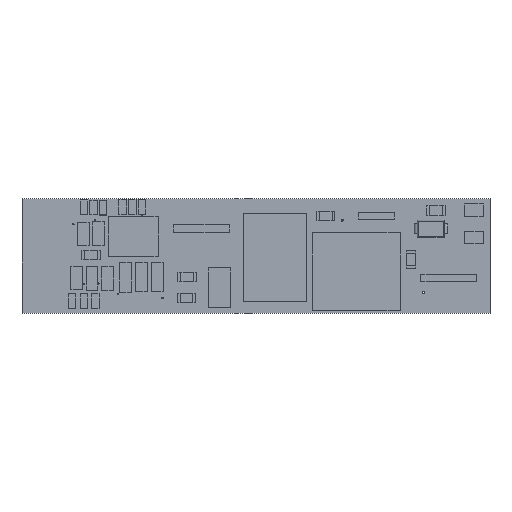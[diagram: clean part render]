
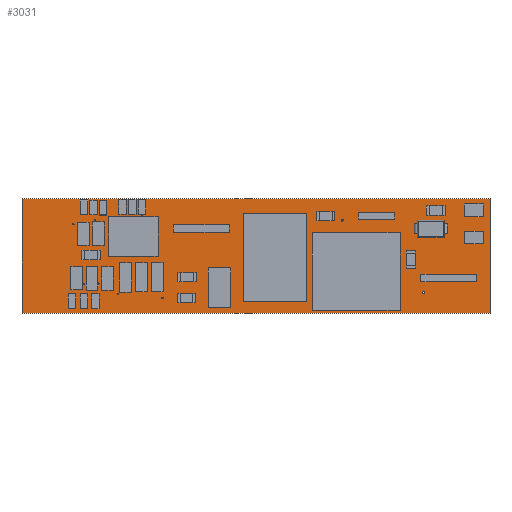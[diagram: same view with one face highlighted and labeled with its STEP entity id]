
A CAD part, top view. The second image highlights one B-rep face of the part: STEP entity #3031.
In plain terms, the highlighted planar face has unit normal (0, 0, 1).
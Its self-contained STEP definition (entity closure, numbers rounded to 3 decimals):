
#303=FACE_BOUND('',#662,.T.);
#304=FACE_BOUND('',#663,.T.);
#305=FACE_BOUND('',#664,.T.);
#306=FACE_BOUND('',#665,.T.);
#307=FACE_BOUND('',#666,.T.);
#308=FACE_BOUND('',#667,.T.);
#309=FACE_BOUND('',#668,.T.);
#310=FACE_BOUND('',#669,.T.);
#311=FACE_BOUND('',#670,.T.);
#312=FACE_BOUND('',#671,.T.);
#313=FACE_BOUND('',#672,.T.);
#314=FACE_BOUND('',#673,.T.);
#315=FACE_BOUND('',#674,.T.);
#316=FACE_BOUND('',#675,.T.);
#317=FACE_BOUND('',#676,.T.);
#318=FACE_BOUND('',#677,.T.);
#319=FACE_BOUND('',#678,.T.);
#320=FACE_BOUND('',#679,.T.);
#321=FACE_BOUND('',#680,.T.);
#322=FACE_BOUND('',#681,.T.);
#349=PLANE('',#3414);
#501=FACE_OUTER_BOUND('',#661,.T.);
#661=EDGE_LOOP('',(#2299,#2300,#2301,#2302));
#662=EDGE_LOOP('',(#2303));
#663=EDGE_LOOP('',(#2304));
#664=EDGE_LOOP('',(#2305));
#665=EDGE_LOOP('',(#2306));
#666=EDGE_LOOP('',(#2307));
#667=EDGE_LOOP('',(#2308));
#668=EDGE_LOOP('',(#2309));
#669=EDGE_LOOP('',(#2310));
#670=EDGE_LOOP('',(#2311));
#671=EDGE_LOOP('',(#2312));
#672=EDGE_LOOP('',(#2313));
#673=EDGE_LOOP('',(#2314));
#674=EDGE_LOOP('',(#2315));
#675=EDGE_LOOP('',(#2316));
#676=EDGE_LOOP('',(#2317));
#677=EDGE_LOOP('',(#2318));
#678=EDGE_LOOP('',(#2319));
#679=EDGE_LOOP('',(#2320));
#680=EDGE_LOOP('',(#2321));
#681=EDGE_LOOP('',(#2322));
#861=LINE('',#4619,#1193);
#864=LINE('',#4625,#1196);
#867=LINE('',#4631,#1199);
#870=LINE('',#4635,#1202);
#1193=VECTOR('',#3766,10.);
#1196=VECTOR('',#3771,10.);
#1199=VECTOR('',#3776,10.);
#1202=VECTOR('',#3781,10.);
#1504=CIRCLE('',#3352,0.1);
#1506=CIRCLE('',#3355,0.1);
#1508=CIRCLE('',#3358,0.1);
#1510=CIRCLE('',#3361,0.1);
#1512=CIRCLE('',#3364,0.15);
#1514=CIRCLE('',#3367,0.15);
#1516=CIRCLE('',#3370,0.175);
#1518=CIRCLE('',#3373,0.305);
#1520=CIRCLE('',#3376,0.305);
#1522=CIRCLE('',#3379,0.66);
#1524=CIRCLE('',#3382,0.66);
#1526=CIRCLE('',#3385,0.305);
#1528=CIRCLE('',#3388,0.175);
#1530=CIRCLE('',#3391,0.15);
#1532=CIRCLE('',#3394,0.15);
#1534=CIRCLE('',#3397,0.1);
#1536=CIRCLE('',#3400,0.1);
#1538=CIRCLE('',#3403,0.1);
#1540=CIRCLE('',#3406,0.1);
#1542=CIRCLE('',#3409,0.1);
#1560=VERTEX_POINT('',#4495);
#1562=VERTEX_POINT('',#4501);
#1564=VERTEX_POINT('',#4507);
#1566=VERTEX_POINT('',#4513);
#1568=VERTEX_POINT('',#4519);
#1570=VERTEX_POINT('',#4525);
#1572=VERTEX_POINT('',#4531);
#1574=VERTEX_POINT('',#4537);
#1576=VERTEX_POINT('',#4543);
#1578=VERTEX_POINT('',#4549);
#1580=VERTEX_POINT('',#4555);
#1582=VERTEX_POINT('',#4561);
#1584=VERTEX_POINT('',#4567);
#1586=VERTEX_POINT('',#4573);
#1588=VERTEX_POINT('',#4579);
#1590=VERTEX_POINT('',#4585);
#1592=VERTEX_POINT('',#4591);
#1594=VERTEX_POINT('',#4597);
#1596=VERTEX_POINT('',#4603);
#1598=VERTEX_POINT('',#4609);
#1601=VERTEX_POINT('',#4616);
#1602=VERTEX_POINT('',#4618);
#1604=VERTEX_POINT('',#4624);
#1606=VERTEX_POINT('',#4630);
#1817=EDGE_CURVE('',#1560,#1560,#1504,.T.);
#1820=EDGE_CURVE('',#1562,#1562,#1506,.T.);
#1823=EDGE_CURVE('',#1564,#1564,#1508,.T.);
#1826=EDGE_CURVE('',#1566,#1566,#1510,.T.);
#1829=EDGE_CURVE('',#1568,#1568,#1512,.T.);
#1832=EDGE_CURVE('',#1570,#1570,#1514,.T.);
#1835=EDGE_CURVE('',#1572,#1572,#1516,.T.);
#1838=EDGE_CURVE('',#1574,#1574,#1518,.T.);
#1841=EDGE_CURVE('',#1576,#1576,#1520,.T.);
#1844=EDGE_CURVE('',#1578,#1578,#1522,.T.);
#1847=EDGE_CURVE('',#1580,#1580,#1524,.T.);
#1850=EDGE_CURVE('',#1582,#1582,#1526,.T.);
#1853=EDGE_CURVE('',#1584,#1584,#1528,.T.);
#1856=EDGE_CURVE('',#1586,#1586,#1530,.T.);
#1859=EDGE_CURVE('',#1588,#1588,#1532,.T.);
#1862=EDGE_CURVE('',#1590,#1590,#1534,.T.);
#1865=EDGE_CURVE('',#1592,#1592,#1536,.T.);
#1868=EDGE_CURVE('',#1594,#1594,#1538,.T.);
#1871=EDGE_CURVE('',#1596,#1596,#1540,.T.);
#1874=EDGE_CURVE('',#1598,#1598,#1542,.T.);
#1877=EDGE_CURVE('',#1602,#1601,#861,.T.);
#1880=EDGE_CURVE('',#1604,#1602,#864,.T.);
#1883=EDGE_CURVE('',#1606,#1604,#867,.T.);
#1886=EDGE_CURVE('',#1601,#1606,#870,.T.);
#2299=ORIENTED_EDGE('',*,*,#1886,.T.);
#2300=ORIENTED_EDGE('',*,*,#1883,.T.);
#2301=ORIENTED_EDGE('',*,*,#1880,.T.);
#2302=ORIENTED_EDGE('',*,*,#1877,.T.);
#2303=ORIENTED_EDGE('',*,*,#1817,.T.);
#2304=ORIENTED_EDGE('',*,*,#1820,.T.);
#2305=ORIENTED_EDGE('',*,*,#1823,.T.);
#2306=ORIENTED_EDGE('',*,*,#1826,.T.);
#2307=ORIENTED_EDGE('',*,*,#1829,.T.);
#2308=ORIENTED_EDGE('',*,*,#1832,.T.);
#2309=ORIENTED_EDGE('',*,*,#1835,.T.);
#2310=ORIENTED_EDGE('',*,*,#1838,.T.);
#2311=ORIENTED_EDGE('',*,*,#1841,.T.);
#2312=ORIENTED_EDGE('',*,*,#1844,.T.);
#2313=ORIENTED_EDGE('',*,*,#1847,.T.);
#2314=ORIENTED_EDGE('',*,*,#1850,.T.);
#2315=ORIENTED_EDGE('',*,*,#1853,.T.);
#2316=ORIENTED_EDGE('',*,*,#1856,.T.);
#2317=ORIENTED_EDGE('',*,*,#1859,.T.);
#2318=ORIENTED_EDGE('',*,*,#1862,.T.);
#2319=ORIENTED_EDGE('',*,*,#1865,.T.);
#2320=ORIENTED_EDGE('',*,*,#1868,.T.);
#2321=ORIENTED_EDGE('',*,*,#1871,.T.);
#2322=ORIENTED_EDGE('',*,*,#1874,.T.);
#3031=ADVANCED_FACE('',(#501,#303,#304,#305,#306,#307,#308,#309,#310,#311,
#312,#313,#314,#315,#316,#317,#318,#319,#320,#321,#322),#349,.T.);
#3352=AXIS2_PLACEMENT_3D('',#4497,#3627,#3628);
#3355=AXIS2_PLACEMENT_3D('',#4503,#3634,#3635);
#3358=AXIS2_PLACEMENT_3D('',#4509,#3641,#3642);
#3361=AXIS2_PLACEMENT_3D('',#4515,#3648,#3649);
#3364=AXIS2_PLACEMENT_3D('',#4521,#3655,#3656);
#3367=AXIS2_PLACEMENT_3D('',#4527,#3662,#3663);
#3370=AXIS2_PLACEMENT_3D('',#4533,#3669,#3670);
#3373=AXIS2_PLACEMENT_3D('',#4539,#3676,#3677);
#3376=AXIS2_PLACEMENT_3D('',#4545,#3683,#3684);
#3379=AXIS2_PLACEMENT_3D('',#4551,#3690,#3691);
#3382=AXIS2_PLACEMENT_3D('',#4557,#3697,#3698);
#3385=AXIS2_PLACEMENT_3D('',#4563,#3704,#3705);
#3388=AXIS2_PLACEMENT_3D('',#4569,#3711,#3712);
#3391=AXIS2_PLACEMENT_3D('',#4575,#3718,#3719);
#3394=AXIS2_PLACEMENT_3D('',#4581,#3725,#3726);
#3397=AXIS2_PLACEMENT_3D('',#4587,#3732,#3733);
#3400=AXIS2_PLACEMENT_3D('',#4593,#3739,#3740);
#3403=AXIS2_PLACEMENT_3D('',#4599,#3746,#3747);
#3406=AXIS2_PLACEMENT_3D('',#4605,#3753,#3754);
#3409=AXIS2_PLACEMENT_3D('',#4611,#3760,#3761);
#3414=AXIS2_PLACEMENT_3D('',#4636,#3782,#3783);
#3627=DIRECTION('center_axis',(0.,0.,-1.));
#3628=DIRECTION('ref_axis',(1.,0.,0.));
#3634=DIRECTION('center_axis',(0.,0.,-1.));
#3635=DIRECTION('ref_axis',(1.,0.,0.));
#3641=DIRECTION('center_axis',(0.,0.,-1.));
#3642=DIRECTION('ref_axis',(1.,0.,0.));
#3648=DIRECTION('center_axis',(0.,0.,-1.));
#3649=DIRECTION('ref_axis',(1.,0.,0.));
#3655=DIRECTION('center_axis',(0.,0.,-1.));
#3656=DIRECTION('ref_axis',(1.,0.,0.));
#3662=DIRECTION('center_axis',(0.,0.,-1.));
#3663=DIRECTION('ref_axis',(1.,0.,0.));
#3669=DIRECTION('center_axis',(0.,0.,-1.));
#3670=DIRECTION('ref_axis',(1.,0.,0.));
#3676=DIRECTION('center_axis',(0.,0.,-1.));
#3677=DIRECTION('ref_axis',(1.,0.,0.));
#3683=DIRECTION('center_axis',(0.,0.,-1.));
#3684=DIRECTION('ref_axis',(1.,0.,0.));
#3690=DIRECTION('center_axis',(0.,0.,-1.));
#3691=DIRECTION('ref_axis',(1.,0.,0.));
#3697=DIRECTION('center_axis',(0.,0.,-1.));
#3698=DIRECTION('ref_axis',(1.,0.,0.));
#3704=DIRECTION('center_axis',(0.,0.,-1.));
#3705=DIRECTION('ref_axis',(1.,0.,0.));
#3711=DIRECTION('center_axis',(0.,0.,-1.));
#3712=DIRECTION('ref_axis',(1.,0.,0.));
#3718=DIRECTION('center_axis',(0.,0.,-1.));
#3719=DIRECTION('ref_axis',(1.,0.,0.));
#3725=DIRECTION('center_axis',(0.,0.,-1.));
#3726=DIRECTION('ref_axis',(1.,0.,0.));
#3732=DIRECTION('center_axis',(0.,0.,-1.));
#3733=DIRECTION('ref_axis',(1.,0.,0.));
#3739=DIRECTION('center_axis',(0.,0.,-1.));
#3740=DIRECTION('ref_axis',(1.,0.,0.));
#3746=DIRECTION('center_axis',(0.,0.,-1.));
#3747=DIRECTION('ref_axis',(1.,0.,0.));
#3753=DIRECTION('center_axis',(0.,0.,-1.));
#3754=DIRECTION('ref_axis',(1.,0.,0.));
#3760=DIRECTION('center_axis',(0.,0.,-1.));
#3761=DIRECTION('ref_axis',(1.,0.,0.));
#3766=DIRECTION('',(-1.,0.,0.));
#3771=DIRECTION('',(0.,1.,0.));
#3776=DIRECTION('',(1.,0.,0.));
#3781=DIRECTION('',(0.,-1.,0.));
#3782=DIRECTION('center_axis',(0.,0.,1.));
#3783=DIRECTION('ref_axis',(1.,0.,0.));
#4495=CARTESIAN_POINT('',(95.075,64.4,1.586));
#4497=CARTESIAN_POINT('Origin',(95.175,64.4,1.586));
#4501=CARTESIAN_POINT('',(87.555,53.,1.586));
#4503=CARTESIAN_POINT('Origin',(87.655,53.,1.586));
#4507=CARTESIAN_POINT('',(90.035,53.04,1.586));
#4509=CARTESIAN_POINT('Origin',(90.135,53.04,1.586));
#4513=CARTESIAN_POINT('',(85.46,51.185,1.586));
#4515=CARTESIAN_POINT('Origin',(85.56,51.185,1.586));
#4519=CARTESIAN_POINT('',(114.97,50.665,1.586));
#4521=CARTESIAN_POINT('Origin',(115.12,50.665,1.586));
#4525=CARTESIAN_POINT('',(95.995,61.075,1.586));
#4527=CARTESIAN_POINT('Origin',(96.145,61.075,1.586));
#4531=CARTESIAN_POINT('',(121.77,50.24,1.586));
#4533=CARTESIAN_POINT('Origin',(121.945,50.24,1.586));
#4537=CARTESIAN_POINT('',(134.763,64.601,1.586));
#4539=CARTESIAN_POINT('Origin',(135.068,64.601,1.586));
#4543=CARTESIAN_POINT('',(139.843,64.601,1.586));
#4545=CARTESIAN_POINT('Origin',(140.148,64.601,1.586));
#4549=CARTESIAN_POINT('',(153.6,60.935,1.586));
#4551=CARTESIAN_POINT('Origin',(154.26,60.935,1.586));
#4555=CARTESIAN_POINT('',(153.575,65.555,1.586));
#4557=CARTESIAN_POINT('Origin',(154.235,65.555,1.586));
#4561=CARTESIAN_POINT('',(137.303,64.601,1.586));
#4563=CARTESIAN_POINT('Origin',(137.608,64.601,1.586));
#4567=CARTESIAN_POINT('',(131.565,63.87,1.586));
#4569=CARTESIAN_POINT('Origin',(131.74,63.87,1.586));
#4573=CARTESIAN_POINT('',(100.845,50.575,1.586));
#4575=CARTESIAN_POINT('Origin',(100.995,50.575,1.586));
#4579=CARTESIAN_POINT('',(145.5,51.535,1.586));
#4581=CARTESIAN_POINT('Origin',(145.65,51.535,1.586));
#4585=CARTESIAN_POINT('',(93.39,51.2,1.586));
#4587=CARTESIAN_POINT('Origin',(93.49,51.2,1.586));
#4591=CARTESIAN_POINT('',(87.5,51.19,1.586));
#4593=CARTESIAN_POINT('Origin',(87.6,51.19,1.586));
#4597=CARTESIAN_POINT('',(89.36,63.895,1.586));
#4599=CARTESIAN_POINT('Origin',(89.46,63.895,1.586));
#4603=CARTESIAN_POINT('',(85.735,63.185,1.586));
#4605=CARTESIAN_POINT('Origin',(85.835,63.185,1.586));
#4609=CARTESIAN_POINT('',(97.48,64.555,1.586));
#4611=CARTESIAN_POINT('Origin',(97.58,64.555,1.586));
#4616=CARTESIAN_POINT('',(77.05,67.5,1.586));
#4618=CARTESIAN_POINT('',(157.,67.5,1.586));
#4619=CARTESIAN_POINT('',(157.,67.5,1.586));
#4624=CARTESIAN_POINT('',(157.,48.,1.586));
#4625=CARTESIAN_POINT('',(157.,48.,1.586));
#4630=CARTESIAN_POINT('',(77.05,48.,1.586));
#4631=CARTESIAN_POINT('',(77.05,48.,1.586));
#4635=CARTESIAN_POINT('',(77.05,67.5,1.586));
#4636=CARTESIAN_POINT('Origin',(117.025,57.75,1.586));
